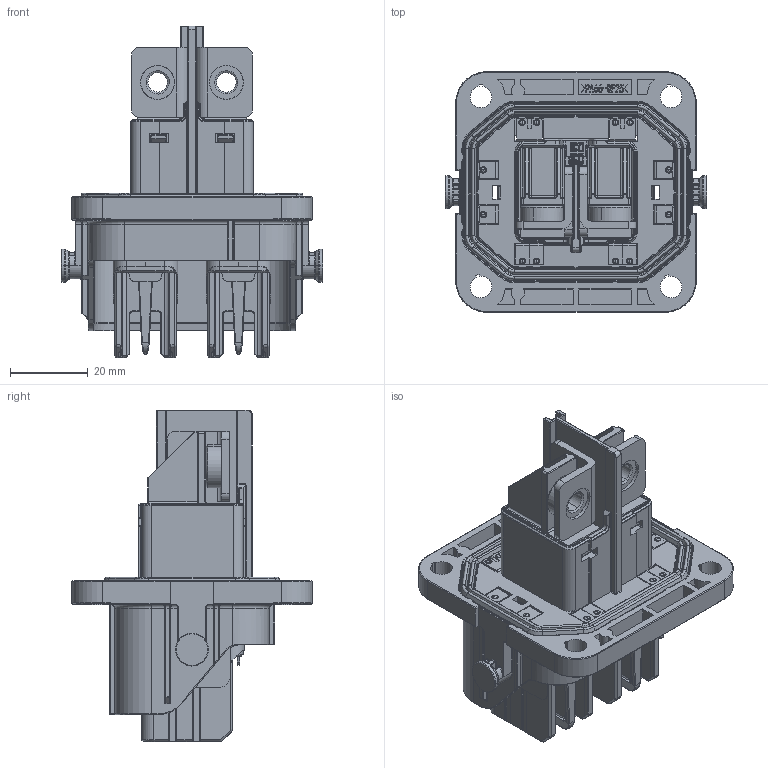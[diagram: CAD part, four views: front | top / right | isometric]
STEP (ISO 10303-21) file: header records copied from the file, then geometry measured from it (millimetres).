
FILE_DESCRIPTION (( 'STEP AP203' ), '1' );
FILE_NAME ('YGEV4-P2RA1²å×ù×é¼þ.stp', '2023-12-08T03:02:24', ( '' ), ( '' ), 'SwSTEP 2.0', 'SolidWorks 2018', '' );
FILE_SCHEMA (( 'CONFIG_CONTROL_DESIGN' ));
Products named in the file (1): YGEV4-P2RA1脣釱郪璃
Bounding box: 67.4 x 62 x 85.5 mm (x, y, z)
Volume: 60027 mm3; surface area: 57068.1 mm2
Topology: 10 solids, 10 shells, 5571 faces, 14354 edges, 8674 vertices
Faces by surface type: plane 2453, cylinder 1784, torus 530, bspline 415, cone 260, sphere 129
Entity records: 185483 total; most frequent: CARTESIAN_POINT 52893, ORIENTED_EDGE 28462, DIRECTION 27016, EDGE_CURVE 14231, AXIS2_PLACEMENT_3D 9147, VECTOR 8722, LINE 8722, VERTEX_POINT 8674
